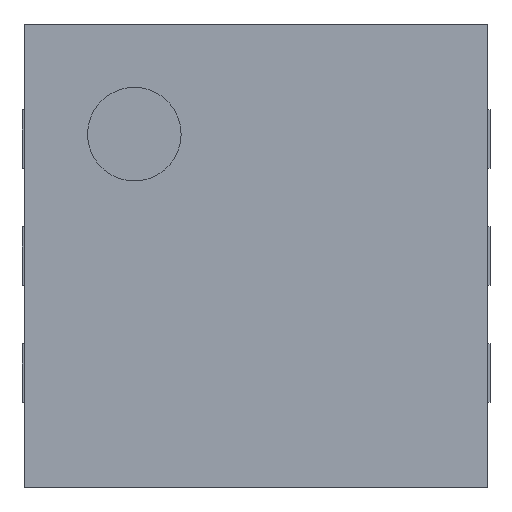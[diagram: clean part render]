
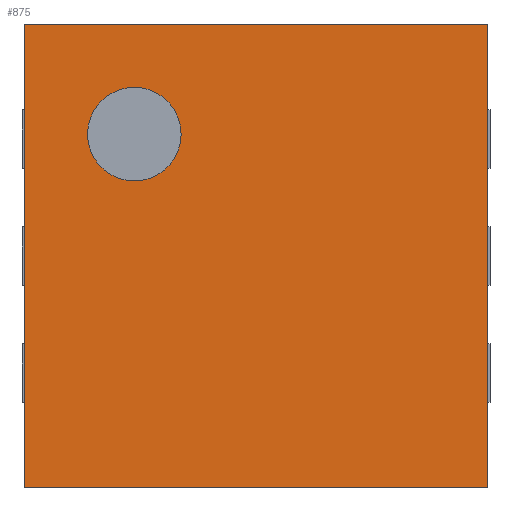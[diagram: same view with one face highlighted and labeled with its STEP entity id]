
A CAD part, top view. The second image highlights one B-rep face of the part: STEP entity #875.
In plain terms, the highlighted planar face has unit normal (0, 0, 1).
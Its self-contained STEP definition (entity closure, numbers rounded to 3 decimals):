
#12=DIRECTION('',(0.,0.,1.));
#95=DIRECTION('',(0.,0.,-1.));
#152=VECTOR('',#153,1.);
#153=DIRECTION('',(0.,-1.,0.));
#159=VECTOR('',#160,1.);
#160=DIRECTION('',(1.,0.,0.));
#335=VERTEX_POINT('',#336);
#336=CARTESIAN_POINT('',(-0.99,0.99,0.77));
#338=ORIENTED_EDGE('',*,*,#339,.T.);
#339=EDGE_CURVE('',#335,#340,#342,.T.);
#340=VERTEX_POINT('',#341);
#341=CARTESIAN_POINT('',(-0.99,-0.99,0.77));
#342=LINE('',#336,#152);
#403=VERTEX_POINT('',#404);
#404=CARTESIAN_POINT('',(0.99,0.99,0.77));
#407=EDGE_CURVE('',#403,#408,#410,.T.);
#408=VERTEX_POINT('',#409);
#409=CARTESIAN_POINT('',(0.99,-0.99,0.77));
#410=LINE('',#404,#152);
#469=ORIENTED_EDGE('',*,*,#470,.F.);
#470=EDGE_CURVE('',#335,#403,#471,.T.);
#471=LINE('',#336,#159);
#795=EDGE_CURVE('',#340,#408,#796,.T.);
#796=LINE('',#341,#159);
#875=ADVANCED_FACE('',(#876,#880),#889,.T.);
#876=FACE_BOUND('',#877,.T.);
#877=EDGE_LOOP('',(#469,#338,#878,#879));
#878=ORIENTED_EDGE('',*,*,#795,.T.);
#879=ORIENTED_EDGE('',*,*,#407,.F.);
#880=FACE_BOUND('',#881,.T.);
#881=EDGE_LOOP('',(#882));
#882=ORIENTED_EDGE('',*,*,#883,.T.);
#883=EDGE_CURVE('',#884,#884,#886,.T.);
#884=VERTEX_POINT('',#885);
#885=CARTESIAN_POINT('',(-0.52,0.32,0.77));
#886=CIRCLE('',#887,0.2);
#887=AXIS2_PLACEMENT_3D('',#888,#95,#153);
#888=CARTESIAN_POINT('',(-0.52,0.52,0.77));
#889=PLANE('',#890);
#890=AXIS2_PLACEMENT_3D('',#336,#12,#153);
